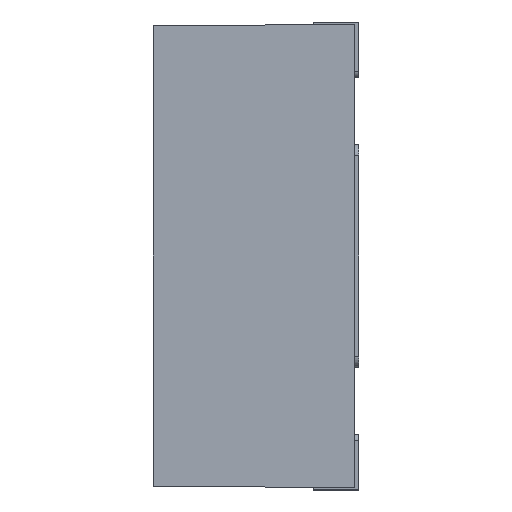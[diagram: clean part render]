
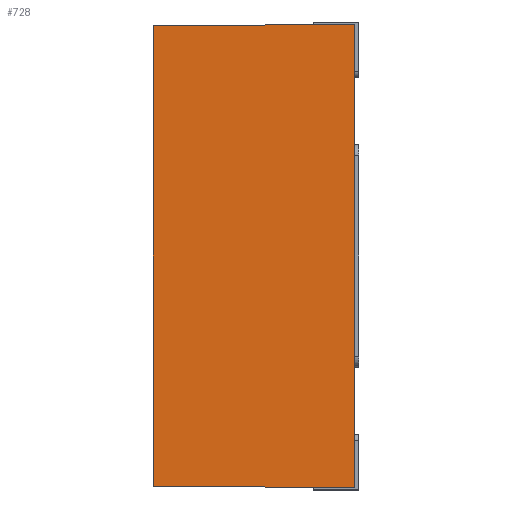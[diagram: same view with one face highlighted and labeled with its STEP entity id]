
A CAD part, left-side view. The second image highlights one B-rep face of the part: STEP entity #728.
In plain terms, the highlighted planar face has unit normal (-1, 0.009, 0).
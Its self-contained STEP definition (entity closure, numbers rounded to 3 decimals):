
#13 = VERTEX_POINT ( 'NONE', #2469 ) ;
#70 = CARTESIAN_POINT ( 'NONE',  ( -1.04, 0.02, -1.04 ) ) ;
#224 = AXIS2_PLACEMENT_3D ( 'NONE', #1137, #2368, #868 ) ;
#302 = CARTESIAN_POINT ( 'NONE',  ( -1.04, 0.02, 1.04 ) ) ;
#508 = VECTOR ( 'NONE', #1132, 1000. ) ;
#653 = EDGE_LOOP ( 'NONE', ( #2023, #2136, #1149, #2225 ) ) ;
#728 = ADVANCED_FACE ( 'NONE', ( #1453 ), #3914, .T. ) ;
#868 = DIRECTION ( 'NONE',  ( -0.009, -1., 0. ) ) ;
#981 = VERTEX_POINT ( 'NONE', #2350 ) ;
#991 = EDGE_CURVE ( 'NONE', #1742, #13, #1511, .T. ) ;
#1132 = DIRECTION ( 'NONE',  ( -0.009, -1., -0.009 ) ) ;
#1137 = CARTESIAN_POINT ( 'NONE',  ( -1.04, 0.02, -1.04 ) ) ;
#1149 = ORIENTED_EDGE ( 'NONE', *, *, #2287, .F. ) ;
#1448 = VECTOR ( 'NONE', #2735, 1000. ) ;
#1453 = FACE_OUTER_BOUND ( 'NONE', #653, .T. ) ;
#1511 = LINE ( 'NONE', #3909, #1448 ) ;
#1534 = DIRECTION ( 'NONE',  ( -0.009, -1., 0.009 ) ) ;
#1560 = VECTOR ( 'NONE', #3521, 1000. ) ;
#1643 = CARTESIAN_POINT ( 'NONE',  ( -1.032, 0.92, -1.04 ) ) ;
#1742 = VERTEX_POINT ( 'NONE', #70 ) ;
#2023 = ORIENTED_EDGE ( 'NONE', *, *, #991, .T. ) ;
#2104 = VERTEX_POINT ( 'NONE', #3208 ) ;
#2136 = ORIENTED_EDGE ( 'NONE', *, *, #3458, .F. ) ;
#2225 = ORIENTED_EDGE ( 'NONE', *, *, #3955, .T. ) ;
#2285 = LINE ( 'NONE', #1643, #1560 ) ;
#2287 = EDGE_CURVE ( 'NONE', #981, #2104, #2285, .T. ) ;
#2350 = CARTESIAN_POINT ( 'NONE',  ( -1.032, 0.92, -1.032 ) ) ;
#2368 = DIRECTION ( 'NONE',  ( -1., 0.009, 0. ) ) ;
#2469 = CARTESIAN_POINT ( 'NONE',  ( -1.04, 0.02, 1.04 ) ) ;
#2735 = DIRECTION ( 'NONE',  ( 0., 0., 1. ) ) ;
#3056 = LINE ( 'NONE', #302, #3158 ) ;
#3158 = VECTOR ( 'NONE', #1534, 1000. ) ;
#3208 = CARTESIAN_POINT ( 'NONE',  ( -1.032, 0.92, 1.032 ) ) ;
#3315 = LINE ( 'NONE', #3906, #508 ) ;
#3458 = EDGE_CURVE ( 'NONE', #2104, #13, #3056, .T. ) ;
#3521 = DIRECTION ( 'NONE',  ( 0., 0., 1. ) ) ;
#3906 = CARTESIAN_POINT ( 'NONE',  ( -1.04, 0.02, -1.04 ) ) ;
#3909 = CARTESIAN_POINT ( 'NONE',  ( -1.04, 0.02, -1.04 ) ) ;
#3914 = PLANE ( 'NONE',  #224 ) ;
#3955 = EDGE_CURVE ( 'NONE', #981, #1742, #3315, .T. ) ;
